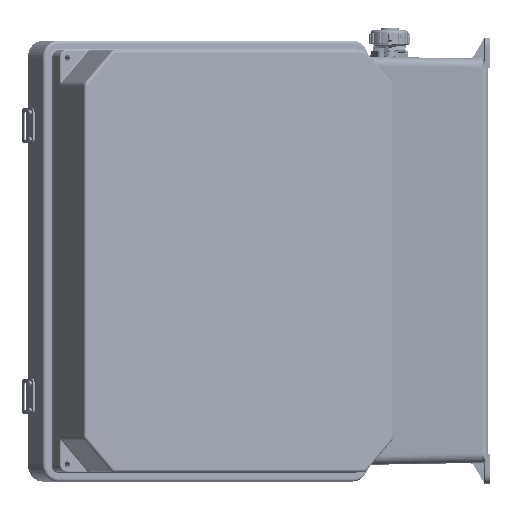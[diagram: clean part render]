
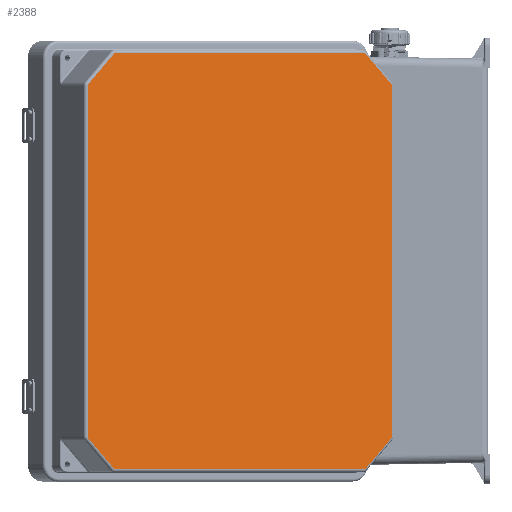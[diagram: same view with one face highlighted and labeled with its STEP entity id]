
A CAD part, left-side view. The second image highlights one B-rep face of the part: STEP entity #2388.
In plain terms, the highlighted face is planar.
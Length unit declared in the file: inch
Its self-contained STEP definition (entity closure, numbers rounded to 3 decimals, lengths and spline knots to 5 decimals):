
#1418 = AXIS2_PLACEMENT_3D ( 'NONE', #9576, #41883, #98658 ) ;
#1762 = CIRCLE ( 'NONE', #33972, 0.07874 ) ;
#2388 = ADVANCED_FACE ( 'NONE', ( #79103 ), #30807, .T. ) ;
#3110 = AXIS2_PLACEMENT_3D ( 'NONE', #64660, #97018, #23306 ) ;
#3921 = CARTESIAN_POINT ( 'NONE',  ( -6.15748, 3.24803, -1.55985 ) ) ;
#4779 = CARTESIAN_POINT ( 'NONE',  ( 5.09763, 3.24803, -14.81496 ) ) ;
#5295 = DIRECTION ( 'NONE',  ( 0., 0., -1. ) ) ;
#5556 = VECTOR ( 'NONE', #48652, 39.37008 ) ;
#6999 = ORIENTED_EDGE ( 'NONE', *, *, #17061, .F. ) ;
#7401 = VERTEX_POINT ( 'NONE', #73381 ) ;
#9576 = CARTESIAN_POINT ( 'NONE',  ( -5.09763, 3.24803, -14.81496 ) ) ;
#10738 = AXIS2_PLACEMENT_3D ( 'NONE', #54163, #38266, #30292 ) ;
#11064 = VERTEX_POINT ( 'NONE', #61385 ) ;
#11667 = DIRECTION ( 'NONE',  ( 0., -1., 0. ) ) ;
#12154 = CARTESIAN_POINT ( 'NONE',  ( -6.15748, 3.24803, -13.75511 ) ) ;
#13973 = EDGE_CURVE ( 'NONE', #98060, #98382, #80994, .T. ) ;
#14135 = VECTOR ( 'NONE', #72650, 39.37008 ) ;
#14383 = EDGE_CURVE ( 'NONE', #26184, #71717, #26625, .T. ) ;
#14423 = VERTEX_POINT ( 'NONE', #81847 ) ;
#14445 = VECTOR ( 'NONE', #99366, 39.37008 ) ;
#15308 = LINE ( 'NONE', #79993, #5556 ) ;
#15648 = ORIENTED_EDGE ( 'NONE', *, *, #29977, .F. ) ;
#16145 = CARTESIAN_POINT ( 'NONE',  ( 5.09763, 3.24803, -0.5 ) ) ;
#16767 = DIRECTION ( 'NONE',  ( 0.707, 0., -0.707 ) ) ;
#17061 = EDGE_CURVE ( 'NONE', #98382, #86373, #34581, .T. ) ;
#17164 = DIRECTION ( 'NONE',  ( 0., 1., 0. ) ) ;
#18869 = ORIENTED_EDGE ( 'NONE', *, *, #69573, .F. ) ;
#19074 = VERTEX_POINT ( 'NONE', #56574 ) ;
#20979 = EDGE_LOOP ( 'NONE', ( #38253, #71658, #74813, #15648, #60379, #31268, #74957, #99315, #28423, #101016, #18869, #6999, #31685, #46711, #31420, #93602 ) ) ;
#21907 = DIRECTION ( 'NONE',  ( 0., -1., 0. ) ) ;
#22546 = CARTESIAN_POINT ( 'NONE',  ( -6.21316, 3.24803, -13.81078 ) ) ;
#23306 = DIRECTION ( 'NONE',  ( 0., 0., 1. ) ) ;
#24196 = CARTESIAN_POINT ( 'NONE',  ( 6.21316, 3.24803, -1.50418 ) ) ;
#25150 = DIRECTION ( 'NONE',  ( 0.707, 0., 0.707 ) ) ;
#25671 = EDGE_CURVE ( 'NONE', #78393, #11064, #96628, .T. ) ;
#26184 = VERTEX_POINT ( 'NONE', #34672 ) ;
#26620 = DIRECTION ( 'NONE',  ( -0.707, 0., -0.707 ) ) ;
#26625 = CIRCLE ( 'NONE', #53730, 0.07874 ) ;
#27206 = DIRECTION ( 'NONE',  ( 0., 0., 1. ) ) ;
#27521 = DIRECTION ( 'NONE',  ( 0., 0., -1. ) ) ;
#28263 = CARTESIAN_POINT ( 'NONE',  ( 6.15748, 3.24803, -1.55985 ) ) ;
#28423 = ORIENTED_EDGE ( 'NONE', *, *, #45673, .T. ) ;
#28602 = LINE ( 'NONE', #94880, #51305 ) ;
#29977 = EDGE_CURVE ( 'NONE', #94376, #78393, #104738, .T. ) ;
#30292 = DIRECTION ( 'NONE',  ( 0., 0., 1. ) ) ;
#30807 = PLANE ( 'NONE',  #10738 ) ;
#30883 = DIRECTION ( 'NONE',  ( 0., 0., 1. ) ) ;
#31268 = ORIENTED_EDGE ( 'NONE', *, *, #51193, .F. ) ;
#31420 = ORIENTED_EDGE ( 'NONE', *, *, #14383, .T. ) ;
#31685 = ORIENTED_EDGE ( 'NONE', *, *, #13973, .F. ) ;
#32929 = EDGE_CURVE ( 'NONE', #101570, #11064, #15308, .T. ) ;
#33766 = EDGE_CURVE ( 'NONE', #14423, #69797, #28602, .T. ) ;
#33972 = AXIS2_PLACEMENT_3D ( 'NONE', #3921, #21907, #30883 ) ;
#34122 = CARTESIAN_POINT ( 'NONE',  ( 6.23622, 3.24803, -1.55985 ) ) ;
#34581 = LINE ( 'NONE', #67456, #59963 ) ;
#34672 = CARTESIAN_POINT ( 'NONE',  ( 5.09763, 3.24803, -0.42126 ) ) ;
#34721 = CARTESIAN_POINT ( 'NONE',  ( 6.15748, 3.24803, -13.75511 ) ) ;
#35618 = CARTESIAN_POINT ( 'NONE',  ( -5.1533, 3.24803, -14.87064 ) ) ;
#35756 = DIRECTION ( 'NONE',  ( 0., 0., -1. ) ) ;
#36158 = VERTEX_POINT ( 'NONE', #83769 ) ;
#36304 = AXIS2_PLACEMENT_3D ( 'NONE', #12154, #52434, #27521 ) ;
#38253 = ORIENTED_EDGE ( 'NONE', *, *, #91897, .T. ) ;
#38266 = DIRECTION ( 'NONE',  ( 0., 1., 0. ) ) ;
#40019 = DIRECTION ( 'NONE',  ( -0.707, 0., 0.707 ) ) ;
#40144 = VECTOR ( 'NONE', #16767, 39.37008 ) ;
#40544 = CARTESIAN_POINT ( 'NONE',  ( 6.21316, 3.24803, -13.81078 ) ) ;
#41883 = DIRECTION ( 'NONE',  ( 0., 1., 0. ) ) ;
#45673 = EDGE_CURVE ( 'NONE', #36158, #69797, #53251, .T. ) ;
#46286 = CARTESIAN_POINT ( 'NONE',  ( 5.1533, 3.24803, -14.87064 ) ) ;
#46711 = ORIENTED_EDGE ( 'NONE', *, *, #103631, .T. ) ;
#46911 = LINE ( 'NONE', #22546, #104478 ) ;
#48089 = EDGE_CURVE ( 'NONE', #71717, #19074, #104812, .T. ) ;
#48652 = DIRECTION ( 'NONE',  ( 0., 0., -1. ) ) ;
#49473 = DIRECTION ( 'NONE',  ( 0., 0., 1. ) ) ;
#51193 = EDGE_CURVE ( 'NONE', #7401, #67773, #91399, .T. ) ;
#51305 = VECTOR ( 'NONE', #78978, 39.37008 ) ;
#51420 = CARTESIAN_POINT ( 'NONE',  ( -6.21316, 3.24803, -1.50418 ) ) ;
#52434 = DIRECTION ( 'NONE',  ( 0., 1., 0. ) ) ;
#53251 = CIRCLE ( 'NONE', #36304, 0.07874 ) ;
#53730 = AXIS2_PLACEMENT_3D ( 'NONE', #16145, #17164, #49473 ) ;
#54102 = EDGE_CURVE ( 'NONE', #7401, #95557, #69155, .T. ) ;
#54163 = CARTESIAN_POINT ( 'NONE',  ( 0., 3.24803, -0.32283 ) ) ;
#56056 = CARTESIAN_POINT ( 'NONE',  ( 5.09763, 3.24803, -14.8937 ) ) ;
#56574 = CARTESIAN_POINT ( 'NONE',  ( 6.21316, 3.24803, -1.50418 ) ) ;
#58520 = CARTESIAN_POINT ( 'NONE',  ( 5.09763, 3.24803, -14.8937 ) ) ;
#59963 = VECTOR ( 'NONE', #26620, 39.37008 ) ;
#60379 = ORIENTED_EDGE ( 'NONE', *, *, #86454, .F. ) ;
#60495 = AXIS2_PLACEMENT_3D ( 'NONE', #4779, #11667, #5295 ) ;
#61385 = CARTESIAN_POINT ( 'NONE',  ( 6.23622, 3.24803, -13.75511 ) ) ;
#64660 = CARTESIAN_POINT ( 'NONE',  ( -5.09763, 3.24803, -0.5 ) ) ;
#65220 = CARTESIAN_POINT ( 'NONE',  ( 5.09763, 3.24803, -0.42126 ) ) ;
#66248 = LINE ( 'NONE', #65220, #14135 ) ;
#67079 = DIRECTION ( 'NONE',  ( 0., -1., 0. ) ) ;
#67456 = CARTESIAN_POINT ( 'NONE',  ( -6.21316, 3.24803, -1.50418 ) ) ;
#67773 = VERTEX_POINT ( 'NONE', #56056 ) ;
#69155 = CIRCLE ( 'NONE', #1418, 0.07874 ) ;
#69573 = EDGE_CURVE ( 'NONE', #86373, #14423, #1762, .T. ) ;
#69797 = VERTEX_POINT ( 'NONE', #72265 ) ;
#71658 = ORIENTED_EDGE ( 'NONE', *, *, #32929, .T. ) ;
#71717 = VERTEX_POINT ( 'NONE', #89505 ) ;
#72265 = CARTESIAN_POINT ( 'NONE',  ( -6.23622, 3.24803, -13.75511 ) ) ;
#72650 = DIRECTION ( 'NONE',  ( 1., 0., 0. ) ) ;
#73011 = DIRECTION ( 'NONE',  ( 0., 1., 0. ) ) ;
#73381 = CARTESIAN_POINT ( 'NONE',  ( -5.09763, 3.24803, -14.8937 ) ) ;
#74632 = AXIS2_PLACEMENT_3D ( 'NONE', #34721, #67079, #35756 ) ;
#74813 = ORIENTED_EDGE ( 'NONE', *, *, #25671, .F. ) ;
#74957 = ORIENTED_EDGE ( 'NONE', *, *, #54102, .T. ) ;
#76526 = CIRCLE ( 'NONE', #78275, 0.07874 ) ;
#78275 = AXIS2_PLACEMENT_3D ( 'NONE', #28263, #73011, #27206 ) ;
#78393 = VERTEX_POINT ( 'NONE', #97361 ) ;
#78978 = DIRECTION ( 'NONE',  ( 0., 0., -1. ) ) ;
#79103 = FACE_OUTER_BOUND ( 'NONE', #20979, .T. ) ;
#79993 = CARTESIAN_POINT ( 'NONE',  ( 6.23622, 3.24803, -7.65748 ) ) ;
#80994 = CIRCLE ( 'NONE', #3110, 0.07874 ) ;
#81847 = CARTESIAN_POINT ( 'NONE',  ( -6.23622, 3.24803, -1.55985 ) ) ;
#83769 = CARTESIAN_POINT ( 'NONE',  ( -6.21316, 3.24803, -13.81078 ) ) ;
#86373 = VERTEX_POINT ( 'NONE', #51420 ) ;
#86454 = EDGE_CURVE ( 'NONE', #67773, #94376, #97762, .T. ) ;
#86760 = CARTESIAN_POINT ( 'NONE',  ( -5.09763, 3.24803, -0.42126 ) ) ;
#87600 = EDGE_CURVE ( 'NONE', #95557, #36158, #46911, .T. ) ;
#87689 = CARTESIAN_POINT ( 'NONE',  ( -5.1533, 3.24803, -0.44432 ) ) ;
#89505 = CARTESIAN_POINT ( 'NONE',  ( 5.1533, 3.24803, -0.44432 ) ) ;
#90074 = VECTOR ( 'NONE', #25150, 39.37008 ) ;
#91399 = LINE ( 'NONE', #58520, #14445 ) ;
#91897 = EDGE_CURVE ( 'NONE', #19074, #101570, #76526, .T. ) ;
#93602 = ORIENTED_EDGE ( 'NONE', *, *, #48089, .T. ) ;
#94376 = VERTEX_POINT ( 'NONE', #46286 ) ;
#94880 = CARTESIAN_POINT ( 'NONE',  ( -6.23622, 3.24803, -7.65748 ) ) ;
#95557 = VERTEX_POINT ( 'NONE', #35618 ) ;
#96628 = CIRCLE ( 'NONE', #74632, 0.07874 ) ;
#97018 = DIRECTION ( 'NONE',  ( 0., -1., 0. ) ) ;
#97361 = CARTESIAN_POINT ( 'NONE',  ( 6.21316, 3.24803, -13.81078 ) ) ;
#97762 = CIRCLE ( 'NONE', #60495, 0.07874 ) ;
#98060 = VERTEX_POINT ( 'NONE', #86760 ) ;
#98382 = VERTEX_POINT ( 'NONE', #87689 ) ;
#98658 = DIRECTION ( 'NONE',  ( 0., 0., -1. ) ) ;
#99315 = ORIENTED_EDGE ( 'NONE', *, *, #87600, .T. ) ;
#99366 = DIRECTION ( 'NONE',  ( 1., 0., 0. ) ) ;
#101016 = ORIENTED_EDGE ( 'NONE', *, *, #33766, .F. ) ;
#101570 = VERTEX_POINT ( 'NONE', #34122 ) ;
#103631 = EDGE_CURVE ( 'NONE', #98060, #26184, #66248, .T. ) ;
#104478 = VECTOR ( 'NONE', #40019, 39.37008 ) ;
#104738 = LINE ( 'NONE', #40544, #90074 ) ;
#104812 = LINE ( 'NONE', #24196, #40144 ) ;
